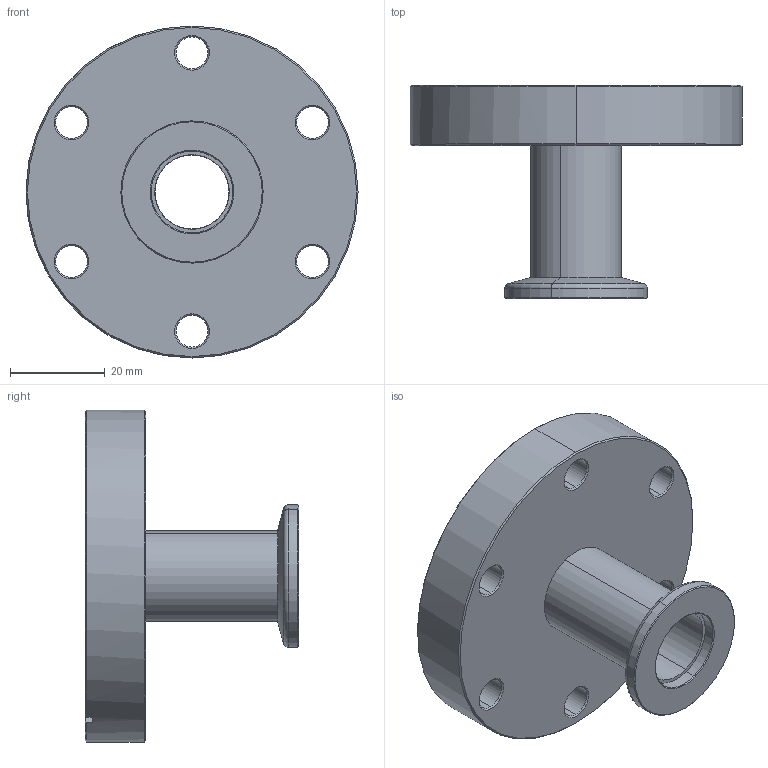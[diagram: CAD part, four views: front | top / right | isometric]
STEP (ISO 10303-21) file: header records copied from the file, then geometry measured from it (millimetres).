
FILE_DESCRIPTION (( 'STEP AP214' ), '1' );
FILE_NAME ('Hositrad_CFA35-KF16.STEP', '2014-08-26T10:27:57', ( '' ), ( '' ), 'SwSTEP 2.0', 'SolidWorks 2014', '' );
FILE_SCHEMA (( 'AUTOMOTIVE_DESIGN' ));
Length unit declared in the file: millimetre
Products named in the file (3): KF-Weld Stub-All_KF16-19-39.9-Sp; NW35CF-Straight Hole_CF35-Hole 19,05; Hositrad_CFA35-KF16
Assembly tree (2 placements, depth 2):
  Hositrad_CFA35-KF16
    NW35CF-Straight Hole_CF35-Hole 19,05
    KF-Weld Stub-All_KF16-19-39.9-Sp
Bounding box: 70 x 45 x 70 mm (x, y, z)
Volume: 46051.3 mm3; surface area: 17560.4 mm2
Topology: 2 solids, 2 shells, 79 faces, 177 edges, 104 vertices
Faces by surface type: cone 39, cylinder 28, plane 10, torus 2
Entity records: 2340 total; most frequent: DIRECTION 444, CARTESIAN_POINT 371, ORIENTED_EDGE 354, AXIS2_PLACEMENT_3D 185, EDGE_CURVE 177, VERTEX_POINT 104, CIRCLE 101, EDGE_LOOP 97
